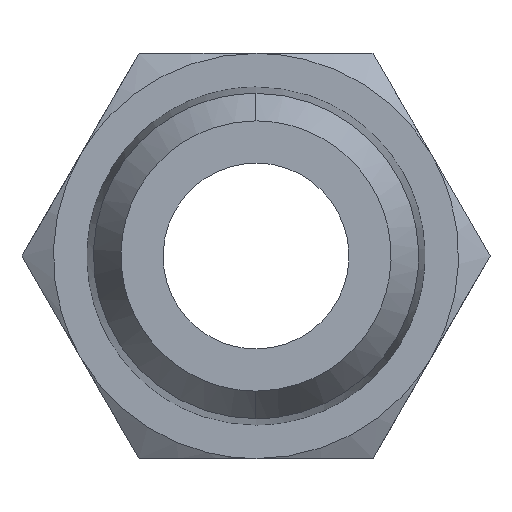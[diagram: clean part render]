
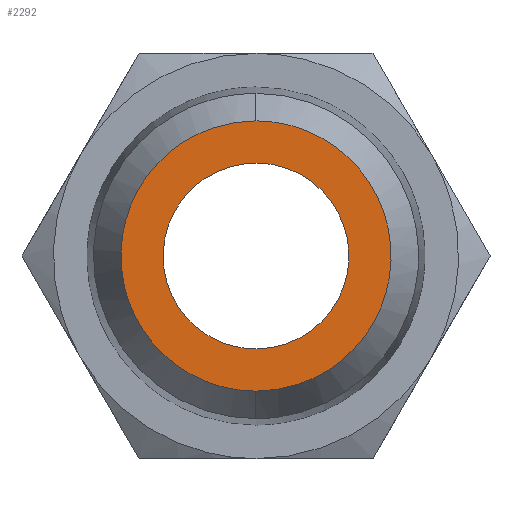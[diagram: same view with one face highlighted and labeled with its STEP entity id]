
A CAD part, front view. The second image highlights one B-rep face of the part: STEP entity #2292.
In plain terms, the highlighted free-form (B-spline) face has degree [1, 1] with [2, 2] control points.
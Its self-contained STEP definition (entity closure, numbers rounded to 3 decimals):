
#5 = B_SPLINE_CURVE_WITH_KNOTS ( 'NONE', 3,
 ( #1119, #1291, #1472, #2189, #193, #1480, #400, #1657, #581, #19, #549, #765, #2024, #947, #2197, #1275, #1450, #772 ),
 .UNSPECIFIED., .F., .F.,
 ( 4, 2, 2, 2, 2, 2, 2, 2, 4 ),
 ( 0., 0.393, 0.785, 1.178, 1.571, 1.963, 2.356, 2.749, 3.142 ),
 .UNSPECIFIED. ) ;
#19 = CARTESIAN_POINT ( 'NONE',  ( -4., 0., -0.525 ) ) ;
#109 = CARTESIAN_POINT ( 'NONE',  ( 3.2, 0., -2.457 ) ) ;
#157 = CARTESIAN_POINT ( 'NONE',  ( 0., 0., 4. ) ) ;
#193 = CARTESIAN_POINT ( 'NONE',  ( -2.457, 0., 3.2 ) ) ;
#201 = VERTEX_POINT ( 'NONE', #407 ) ;
#226 = CARTESIAN_POINT ( 'NONE',  ( 1.611, 0., -2.75 ) ) ;
#269 = CARTESIAN_POINT ( 'NONE',  ( 2.75, 0., -1.611 ) ) ;
#358 = EDGE_LOOP ( 'NONE', ( #1336, #943 ) ) ;
#367 = VERTEX_POINT ( 'NONE', #1327 ) ;
#400 = CARTESIAN_POINT ( 'NONE',  ( -3.494, 0., 2.016 ) ) ;
#407 = CARTESIAN_POINT ( 'NONE',  ( 0., 0., -2.75 ) ) ;
#472 = CARTESIAN_POINT ( 'NONE',  ( 4., 0., 0.525 ) ) ;
#494 = CARTESIAN_POINT ( 'NONE',  ( 0., 0., -2.75 ) ) ;
#549 = CARTESIAN_POINT ( 'NONE',  ( -3.897, 0., -1.045 ) ) ;
#581 = CARTESIAN_POINT ( 'NONE',  ( -4., 0., 0.525 ) ) ;
#589 =( BOUNDED_CURVE ( )  B_SPLINE_CURVE ( 3, ( #759, #226, #269, #989, #2052, #616, #1703 ),
 .UNSPECIFIED., .F., .F. ) 
 B_SPLINE_CURVE_WITH_KNOTS ( ( 4, 3, 4 ),
 ( -3.142, -1.571, 0. ),
 .UNSPECIFIED. ) 
 CURVE ( )  GEOMETRIC_REPRESENTATION_ITEM ( )  RATIONAL_B_SPLINE_CURVE ( ( 1., 0.805, 0.805, 1., 0.805, 0.805, 1. ) ) 
 REPRESENTATION_ITEM ( '' )  );
#616 = CARTESIAN_POINT ( 'NONE',  ( 1.611, 0., 2.75 ) ) ;
#634 = CARTESIAN_POINT ( 'NONE',  ( 1.045, 0., -3.897 ) ) ;
#642 = EDGE_CURVE ( 'NONE', #201, #1170, #589, .T. ) ;
#651 = CARTESIAN_POINT ( 'NONE',  ( -4.048, 0., -4.048 ) ) ;
#659 =( BOUNDED_CURVE ( )  B_SPLINE_CURVE ( 3, ( #1208, #1742, #676, #494 ),
 .UNSPECIFIED., .F., .F. ) 
 B_SPLINE_CURVE_WITH_KNOTS ( ( 4, 4 ),
 ( -3.142, 0. ),
 .UNSPECIFIED. ) 
 CURVE ( )  GEOMETRIC_REPRESENTATION_ITEM ( )  RATIONAL_B_SPLINE_CURVE ( ( 1., 0.333, 0.333, 1. ) ) 
 REPRESENTATION_ITEM ( '' )  );
#676 = CARTESIAN_POINT ( 'NONE',  ( -5.5, 0., -2.75 ) ) ;
#703 = CARTESIAN_POINT ( 'NONE',  ( 2.016, 0., 3.494 ) ) ;
#759 = CARTESIAN_POINT ( 'NONE',  ( 0., 0., -2.75 ) ) ;
#765 = CARTESIAN_POINT ( 'NONE',  ( -3.494, 0., -2.016 ) ) ;
#772 = CARTESIAN_POINT ( 'NONE',  ( 0., 0., -4. ) ) ;
#839 = CARTESIAN_POINT ( 'NONE',  ( 3.897, 0., 1.045 ) ) ;
#943 = ORIENTED_EDGE ( 'NONE', *, *, #1182, .T. ) ;
#947 = CARTESIAN_POINT ( 'NONE',  ( -2.457, 0., -3.2 ) ) ;
#981 = B_SPLINE_SURFACE_WITH_KNOTS ( 'NONE', 1, 1, ( 
 ( #1047, #2280 ),
 ( #651, #1552 ) ),
 .UNSPECIFIED., .F., .F., .F.,
 ( 2, 2 ),
 ( 2, 2 ),
 ( 0., 1. ),
 ( 0., 1. ),
 .UNSPECIFIED. ) ;
#989 = CARTESIAN_POINT ( 'NONE',  ( 2.75, 0., 0. ) ) ;
#994 = EDGE_CURVE ( 'NONE', #1085, #367, #5, .T. ) ;
#1016 = CARTESIAN_POINT ( 'NONE',  ( 3.897, 0., -1.045 ) ) ;
#1028 = CARTESIAN_POINT ( 'NONE',  ( 3.2, 0., 2.457 ) ) ;
#1047 = CARTESIAN_POINT ( 'NONE',  ( -4.048, 0., 4.048 ) ) ;
#1061 = CARTESIAN_POINT ( 'NONE',  ( 1.045, 0., 3.897 ) ) ;
#1085 = VERTEX_POINT ( 'NONE', #1203 ) ;
#1119 = CARTESIAN_POINT ( 'NONE',  ( 0., 0., 4. ) ) ;
#1170 = VERTEX_POINT ( 'NONE', #1723 ) ;
#1173 = FACE_BOUND ( 'NONE', #1835, .T. ) ;
#1182 = EDGE_CURVE ( 'NONE', #367, #1085, #2041, .T. ) ;
#1194 = CARTESIAN_POINT ( 'NONE',  ( 2.457, 0., -3.2 ) ) ;
#1203 = CARTESIAN_POINT ( 'NONE',  ( 0., 0., 4. ) ) ;
#1208 = CARTESIAN_POINT ( 'NONE',  ( 0., 0., 2.75 ) ) ;
#1224 = CARTESIAN_POINT ( 'NONE',  ( 2.457, 0., 3.2 ) ) ;
#1257 = EDGE_CURVE ( 'NONE', #1170, #201, #659, .T. ) ;
#1275 = CARTESIAN_POINT ( 'NONE',  ( -1.045, 0., -3.897 ) ) ;
#1291 = CARTESIAN_POINT ( 'NONE',  ( -0.525, 0., 4. ) ) ;
#1305 = FACE_OUTER_BOUND ( 'NONE', #358, .T. ) ;
#1327 = CARTESIAN_POINT ( 'NONE',  ( 0., 0., -4. ) ) ;
#1336 = ORIENTED_EDGE ( 'NONE', *, *, #994, .T. ) ;
#1450 = CARTESIAN_POINT ( 'NONE',  ( -0.525, 0., -4. ) ) ;
#1472 = CARTESIAN_POINT ( 'NONE',  ( -1.045, 0., 3.897 ) ) ;
#1480 = CARTESIAN_POINT ( 'NONE',  ( -3.2, 0., 2.457 ) ) ;
#1547 = CARTESIAN_POINT ( 'NONE',  ( 4., 0., -0.525 ) ) ;
#1552 = CARTESIAN_POINT ( 'NONE',  ( 4.048, 0., -4.048 ) ) ;
#1657 = CARTESIAN_POINT ( 'NONE',  ( -3.897, 0., 1.045 ) ) ;
#1703 = CARTESIAN_POINT ( 'NONE',  ( 0., 0., 2.75 ) ) ;
#1723 = CARTESIAN_POINT ( 'NONE',  ( 0., 0., 2.75 ) ) ;
#1742 = CARTESIAN_POINT ( 'NONE',  ( -5.5, 0., 2.75 ) ) ;
#1776 = CARTESIAN_POINT ( 'NONE',  ( 0.525, 0., 4. ) ) ;
#1835 = EDGE_LOOP ( 'NONE', ( #2267, #2242 ) ) ;
#1913 = CARTESIAN_POINT ( 'NONE',  ( 3.494, 0., -2.016 ) ) ;
#2024 = CARTESIAN_POINT ( 'NONE',  ( -3.2, 0., -2.457 ) ) ;
#2041 = B_SPLINE_CURVE_WITH_KNOTS ( 'NONE', 3,
 ( #2082, #2258, #634, #2067, #1194, #109, #1913, #1016, #1547, #472, #839, #2097, #1028, #1224, #703, #1061, #1776, #157 ),
 .UNSPECIFIED., .F., .F.,
 ( 4, 2, 2, 2, 2, 2, 2, 2, 4 ),
 ( 0., 0.393, 0.785, 1.178, 1.571, 1.963, 2.356, 2.749, 3.142 ),
 .UNSPECIFIED. ) ;
#2052 = CARTESIAN_POINT ( 'NONE',  ( 2.75, 0., 1.611 ) ) ;
#2067 = CARTESIAN_POINT ( 'NONE',  ( 2.016, 0., -3.494 ) ) ;
#2082 = CARTESIAN_POINT ( 'NONE',  ( 0., 0., -4. ) ) ;
#2097 = CARTESIAN_POINT ( 'NONE',  ( 3.494, 0., 2.016 ) ) ;
#2189 = CARTESIAN_POINT ( 'NONE',  ( -2.016, 0., 3.494 ) ) ;
#2197 = CARTESIAN_POINT ( 'NONE',  ( -2.016, 0., -3.494 ) ) ;
#2242 = ORIENTED_EDGE ( 'NONE', *, *, #1257, .F. ) ;
#2258 = CARTESIAN_POINT ( 'NONE',  ( 0.525, 0., -4. ) ) ;
#2267 = ORIENTED_EDGE ( 'NONE', *, *, #642, .F. ) ;
#2280 = CARTESIAN_POINT ( 'NONE',  ( 4.048, 0., 4.048 ) ) ;
#2292 = ADVANCED_FACE ( 'NONE', ( #1173, #1305 ), #981, .T. ) ;
